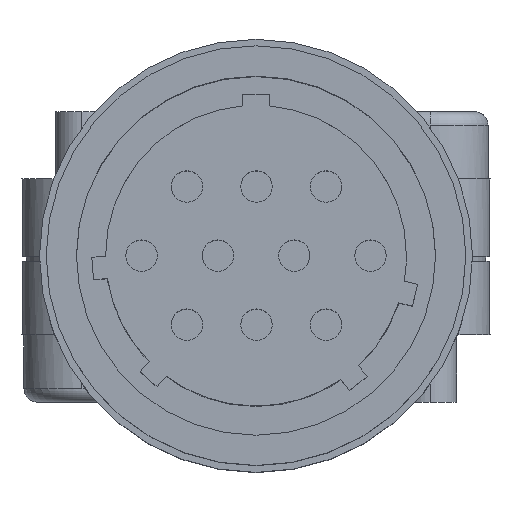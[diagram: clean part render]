
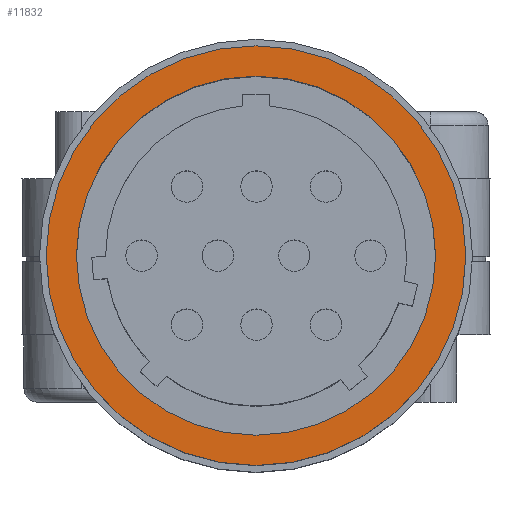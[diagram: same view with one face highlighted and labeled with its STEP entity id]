
A CAD part, top view. The second image highlights one B-rep face of the part: STEP entity #11832.
In plain terms, the highlighted planar face has unit normal (0, 0, 1).
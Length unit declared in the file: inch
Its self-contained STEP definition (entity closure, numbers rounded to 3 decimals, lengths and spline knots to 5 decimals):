
#333 = ORIENTED_EDGE ( 'NONE', *, *, #25033, .T. ) ;
#518 = FACE_BOUND ( 'NONE', #22427, .T. ) ;
#1267 = CARTESIAN_POINT ( 'NONE',  ( 0., 0., 0.65 ) ) ;
#1271 = DIRECTION ( 'NONE',  ( 1., 0., 0. ) ) ;
#2179 = AXIS2_PLACEMENT_3D ( 'NONE', #17498, #5219, #19547 ) ;
#3263 = AXIS2_PLACEMENT_3D ( 'NONE', #11543, #25883, #13614 ) ;
#3326 = DIRECTION ( 'NONE',  ( 1., 0., 0. ) ) ;
#3637 = PLANE ( 'NONE',  #22298 ) ;
#3815 = CARTESIAN_POINT ( 'NONE',  ( 0.4675, 0., 0.65 ) ) ;
#5219 = DIRECTION ( 'NONE',  ( 0., 0., 1. ) ) ;
#5712 = AXIS2_PLACEMENT_3D ( 'NONE', #25800, #13521, #1271 ) ;
#7645 = VERTEX_POINT ( 'NONE', #23224 ) ;
#7839 = EDGE_CURVE ( 'NONE', #16888, #7645, #13972, .T. ) ;
#8125 = CIRCLE ( 'NONE', #5712, 0.4675 ) ;
#9101 = CARTESIAN_POINT ( 'NONE',  ( -0.4675, 0., 0.65 ) ) ;
#9727 = CARTESIAN_POINT ( 'NONE',  ( 0., 0., 0.65 ) ) ;
#11543 = CARTESIAN_POINT ( 'NONE',  ( 0., 0., 0.65 ) ) ;
#11832 = ADVANCED_FACE ( 'NONE', ( #26474, #518 ), #3637, .T. ) ;
#11861 = DIRECTION ( 'NONE',  ( 0., 0., 1. ) ) ;
#12180 = ORIENTED_EDGE ( 'NONE', *, *, #25014, .F. ) ;
#13075 = CIRCLE ( 'NONE', #3263, 0.4675 ) ;
#13521 = DIRECTION ( 'NONE',  ( 0., 0., 1. ) ) ;
#13614 = DIRECTION ( 'NONE',  ( 1., 0., 0. ) ) ;
#13972 = CIRCLE ( 'NONE', #2179, 0.4 ) ;
#14161 = VERTEX_POINT ( 'NONE', #9101 ) ;
#14176 = EDGE_LOOP ( 'NONE', ( #23789, #333 ) ) ;
#15588 = DIRECTION ( 'NONE',  ( 0., 0., 1. ) ) ;
#15934 = EDGE_CURVE ( 'NONE', #14161, #16765, #8125, .T. ) ;
#16765 = VERTEX_POINT ( 'NONE', #3815 ) ;
#16888 = VERTEX_POINT ( 'NONE', #22968 ) ;
#17498 = CARTESIAN_POINT ( 'NONE',  ( 0., 0., 0.65 ) ) ;
#19547 = DIRECTION ( 'NONE',  ( 1., 0., 0. ) ) ;
#22298 = AXIS2_PLACEMENT_3D ( 'NONE', #9727, #11861, #26197 ) ;
#22427 = EDGE_LOOP ( 'NONE', ( #12180, #22545 ) ) ;
#22545 = ORIENTED_EDGE ( 'NONE', *, *, #7839, .F. ) ;
#22968 = CARTESIAN_POINT ( 'NONE',  ( 0.4, 0., 0.65 ) ) ;
#23224 = CARTESIAN_POINT ( 'NONE',  ( -0.4, 0., 0.65 ) ) ;
#23789 = ORIENTED_EDGE ( 'NONE', *, *, #15934, .T. ) ;
#23981 = CIRCLE ( 'NONE', #25735, 0.4 ) ;
#25014 = EDGE_CURVE ( 'NONE', #7645, #16888, #23981, .T. ) ;
#25033 = EDGE_CURVE ( 'NONE', #16765, #14161, #13075, .T. ) ;
#25735 = AXIS2_PLACEMENT_3D ( 'NONE', #1267, #15588, #3326 ) ;
#25800 = CARTESIAN_POINT ( 'NONE',  ( 0., 0., 0.65 ) ) ;
#25883 = DIRECTION ( 'NONE',  ( 0., 0., 1. ) ) ;
#26197 = DIRECTION ( 'NONE',  ( 1., 0., 0. ) ) ;
#26474 = FACE_OUTER_BOUND ( 'NONE', #14176, .T. ) ;
